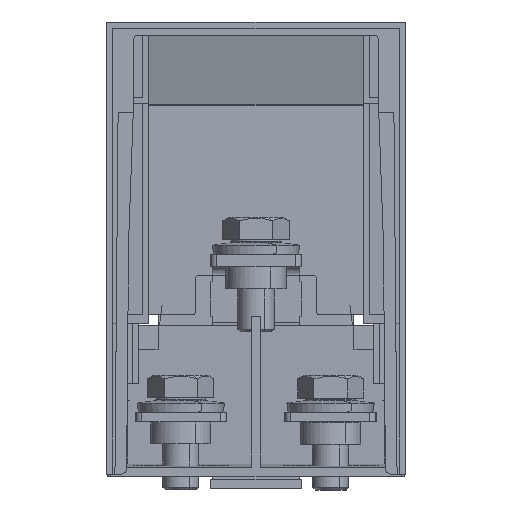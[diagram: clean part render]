
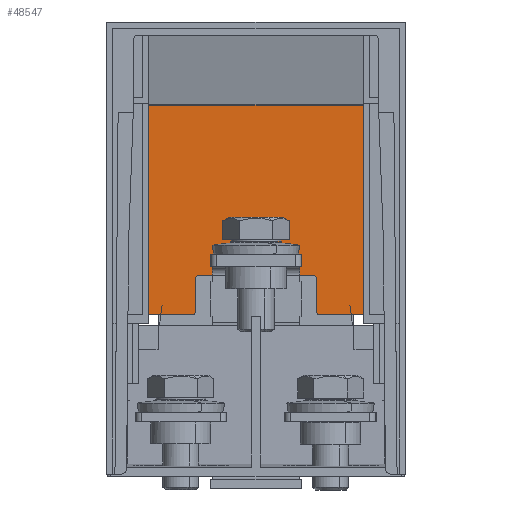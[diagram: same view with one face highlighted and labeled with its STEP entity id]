
A CAD part, front view. The second image highlights one B-rep face of the part: STEP entity #48547.
In plain terms, the highlighted planar face has unit normal (0, -1, 0).
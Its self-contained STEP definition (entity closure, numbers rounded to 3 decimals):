
#43483=DIRECTION('',(-1.,0.,0.));
#43484=VECTOR('',#43483,2.);
#43485=CARTESIAN_POINT('',(-45.5,128.,100.));
#43486=LINE('',#43485,#43484);
#43736=DIRECTION('',(0.,0.,-1.));
#43737=VECTOR('',#43736,1.);
#43738=CARTESIAN_POINT('',(-45.5,128.,100.));
#43739=LINE('',#43738,#43737);
#43743=CARTESIAN_POINT('',(-43.5,128.,99.));
#43744=DIRECTION('',(0.,-1.,0.));
#43745=DIRECTION('',(-1.,0.,0.));
#43746=AXIS2_PLACEMENT_3D('',#43743,#43744,#43745);
#43751=CARTESIAN_POINT('',(-21.,128.,96.));
#43752=DIRECTION('',(0.,1.,0.));
#43753=DIRECTION('',(0.,0.,1.));
#43754=AXIS2_PLACEMENT_3D('',#43751,#43752,#43753);
#43759=CARTESIAN_POINT('',(-19.,128.,85.));
#43760=DIRECTION('',(0.,-1.,0.));
#43761=DIRECTION('',(-1.,0.,0.));
#43762=AXIS2_PLACEMENT_3D('',#43759,#43760,#43761);
#43767=DIRECTION('',(1.,0.,0.));
#43768=VECTOR('',#43767,38.);
#43769=CARTESIAN_POINT('',(-19.,128.,84.));
#43770=LINE('',#43769,#43768);
#43774=CARTESIAN_POINT('',(19.,128.,85.));
#43775=DIRECTION('',(0.,-1.,0.));
#43776=DIRECTION('',(0.,0.,-1.));
#43777=AXIS2_PLACEMENT_3D('',#43774,#43775,#43776);
#43782=DIRECTION('',(0.,0.,1.));
#43783=VECTOR('',#43782,11.);
#43784=CARTESIAN_POINT('',(20.,128.,85.));
#43785=LINE('',#43784,#43783);
#43789=CARTESIAN_POINT('',(21.,128.,96.));
#43790=DIRECTION('',(0.,1.,0.));
#43791=DIRECTION('',(-1.,0.,0.));
#43792=AXIS2_PLACEMENT_3D('',#43789,#43790,#43791);
#43797=DIRECTION('',(1.,0.,0.));
#43798=VECTOR('',#43797,22.5);
#43799=CARTESIAN_POINT('',(21.,128.,97.));
#43800=LINE('',#43799,#43798);
#43804=CARTESIAN_POINT('',(43.5,128.,99.));
#43805=DIRECTION('',(0.,-1.,0.));
#43806=DIRECTION('',(0.,0.,-1.));
#43807=AXIS2_PLACEMENT_3D('',#43804,#43805,#43806);
#43812=DIRECTION('',(1.,0.,0.));
#43813=VECTOR('',#43812,2.);
#43814=CARTESIAN_POINT('',(45.5,128.,100.));
#43815=LINE('',#43814,#43813);
#43819=DIRECTION('',(0.,0.,1.));
#43820=VECTOR('',#43819,72.368);
#43821=CARTESIAN_POINT('',(-47.5,128.,27.632));
#43822=LINE('',#43821,#43820);
#43826=DIRECTION('',(-1.,0.,0.));
#43827=VECTOR('',#43826,22.5);
#43828=CARTESIAN_POINT('',(-21.,128.,97.));
#43829=LINE('',#43828,#43827);
#43847=DIRECTION('',(0.,0.,1.));
#43848=VECTOR('',#43847,11.);
#43849=CARTESIAN_POINT('',(-20.,128.,85.));
#43850=LINE('',#43849,#43848);
#43931=DIRECTION('',(0.,0.,-1.));
#43932=VECTOR('',#43931,1.);
#43933=CARTESIAN_POINT('',(45.5,128.,100.));
#43934=LINE('',#43933,#43932);
#44825=DIRECTION('',(1.,0.,0.));
#44826=VECTOR('',#44825,95.);
#44827=CARTESIAN_POINT('',(-47.5,128.,27.632));
#44828=LINE('',#44827,#44826);
#44902=DIRECTION('',(0.,0.,1.));
#44903=VECTOR('',#44902,72.368);
#44904=CARTESIAN_POINT('',(47.5,128.,27.632));
#44905=LINE('',#44904,#44903);
#47351=CARTESIAN_POINT('',(-45.5,128.,100.));
#47352=VERTEX_POINT('',#47351);
#47353=CARTESIAN_POINT('',(-47.5,128.,100.));
#47354=VERTEX_POINT('',#47353);
#47415=CARTESIAN_POINT('',(-45.5,128.,99.));
#47416=VERTEX_POINT('',#47415);
#47417=CARTESIAN_POINT('',(-43.5,128.,97.));
#47418=VERTEX_POINT('',#47417);
#47419=CARTESIAN_POINT('',(-21.,128.,97.));
#47420=VERTEX_POINT('',#47419);
#47421=CARTESIAN_POINT('',(-20.,128.,96.));
#47422=VERTEX_POINT('',#47421);
#47423=CARTESIAN_POINT('',(-20.,128.,85.));
#47424=VERTEX_POINT('',#47423);
#47425=CARTESIAN_POINT('',(-19.,128.,84.));
#47426=VERTEX_POINT('',#47425);
#47427=CARTESIAN_POINT('',(19.,128.,84.));
#47428=VERTEX_POINT('',#47427);
#47429=CARTESIAN_POINT('',(20.,128.,85.));
#47430=VERTEX_POINT('',#47429);
#47431=CARTESIAN_POINT('',(20.,128.,96.));
#47432=VERTEX_POINT('',#47431);
#47433=CARTESIAN_POINT('',(21.,128.,97.));
#47434=VERTEX_POINT('',#47433);
#47435=CARTESIAN_POINT('',(43.5,128.,97.));
#47436=VERTEX_POINT('',#47435);
#47437=CARTESIAN_POINT('',(45.5,128.,99.));
#47438=VERTEX_POINT('',#47437);
#47439=CARTESIAN_POINT('',(45.5,128.,100.));
#47440=VERTEX_POINT('',#47439);
#47441=CARTESIAN_POINT('',(47.5,128.,100.));
#47442=VERTEX_POINT('',#47441);
#47443=CARTESIAN_POINT('',(47.5,128.,27.632));
#47444=VERTEX_POINT('',#47443);
#47445=CARTESIAN_POINT('',(-47.5,128.,27.632));
#47446=VERTEX_POINT('',#47445);
#48507=CARTESIAN_POINT('',(-49.5,128.,0.));
#48508=DIRECTION('',(0.,-1.,0.));
#48509=DIRECTION('',(1.,0.,0.));
#48510=AXIS2_PLACEMENT_3D('',#48507,#48508,#48509);
#48511=PLANE('',#48510);
#48512=ORIENTED_EDGE('',*,*,#48359,.F.);
#48513=ORIENTED_EDGE('',*,*,#48472,.T.);
#48514=ORIENTED_EDGE('',*,*,#48491,.T.);
#48516=ORIENTED_EDGE('',*,*,#48515,.F.);
#48518=ORIENTED_EDGE('',*,*,#48517,.T.);
#48520=ORIENTED_EDGE('',*,*,#48519,.F.);
#48522=ORIENTED_EDGE('',*,*,#48521,.T.);
#48524=ORIENTED_EDGE('',*,*,#48523,.T.);
#48526=ORIENTED_EDGE('',*,*,#48525,.T.);
#48528=ORIENTED_EDGE('',*,*,#48527,.T.);
#48530=ORIENTED_EDGE('',*,*,#48529,.T.);
#48532=ORIENTED_EDGE('',*,*,#48531,.T.);
#48534=ORIENTED_EDGE('',*,*,#48533,.T.);
#48536=ORIENTED_EDGE('',*,*,#48535,.F.);
#48538=ORIENTED_EDGE('',*,*,#48537,.T.);
#48540=ORIENTED_EDGE('',*,*,#48539,.F.);
#48542=ORIENTED_EDGE('',*,*,#48541,.F.);
#48544=ORIENTED_EDGE('',*,*,#48543,.T.);
#48545=EDGE_LOOP('',(#48512,#48513,#48514,#48516,#48518,#48520,#48522,#48524,
#48526,#48528,#48530,#48532,#48534,#48536,#48538,#48540,#48542,#48544));
#48546=FACE_OUTER_BOUND('',#48545,.F.);
#43747=CIRCLE('',#43746,2.);
#43755=CIRCLE('',#43754,1.);
#43763=CIRCLE('',#43762,1.);
#43778=CIRCLE('',#43777,1.);
#43793=CIRCLE('',#43792,1.);
#43808=CIRCLE('',#43807,2.);
#48359=EDGE_CURVE('',#47352,#47354,#43486,.T.);
#48472=EDGE_CURVE('',#47352,#47416,#43739,.T.);
#48491=EDGE_CURVE('',#47416,#47418,#43747,.T.);
#48515=EDGE_CURVE('',#47420,#47418,#43829,.T.);
#48517=EDGE_CURVE('',#47420,#47422,#43755,.T.);
#48519=EDGE_CURVE('',#47424,#47422,#43850,.T.);
#48521=EDGE_CURVE('',#47424,#47426,#43763,.T.);
#48523=EDGE_CURVE('',#47426,#47428,#43770,.T.);
#48525=EDGE_CURVE('',#47428,#47430,#43778,.T.);
#48527=EDGE_CURVE('',#47430,#47432,#43785,.T.);
#48529=EDGE_CURVE('',#47432,#47434,#43793,.T.);
#48531=EDGE_CURVE('',#47434,#47436,#43800,.T.);
#48533=EDGE_CURVE('',#47436,#47438,#43808,.T.);
#48535=EDGE_CURVE('',#47440,#47438,#43934,.T.);
#48537=EDGE_CURVE('',#47440,#47442,#43815,.T.);
#48539=EDGE_CURVE('',#47444,#47442,#44905,.T.);
#48541=EDGE_CURVE('',#47446,#47444,#44828,.T.);
#48543=EDGE_CURVE('',#47446,#47354,#43822,.T.);
#48547=ADVANCED_FACE('',(#48546),#48511,.T.);
